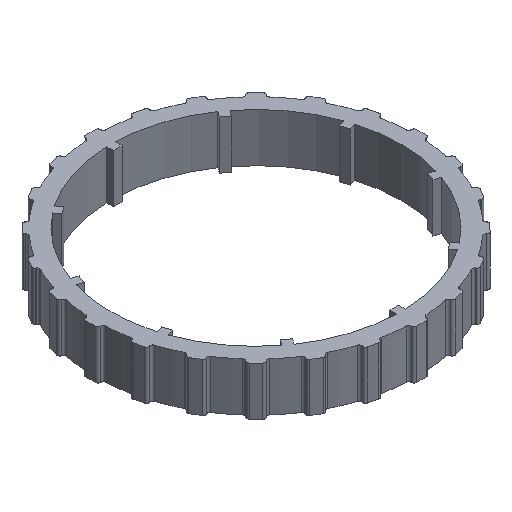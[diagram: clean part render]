
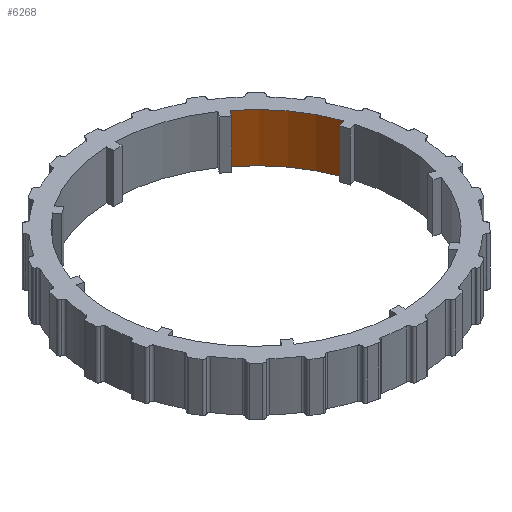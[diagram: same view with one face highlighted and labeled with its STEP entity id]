
A CAD part, isometric view. The second image highlights one B-rep face of the part: STEP entity #6268.
In plain terms, the highlighted cylindrical face has radius 29.8 mm (diameter 59.6 mm), a partial arc.
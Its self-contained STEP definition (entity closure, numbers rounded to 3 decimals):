
#211 = DIRECTION ( 'NONE',  ( 0., 0., -1. ) ) ;
#272 = EDGE_LOOP ( 'NONE', ( #4606, #6591, #3960, #8311 ) ) ;
#385 = LINE ( 'NONE', #5747, #5519 ) ;
#578 = DIRECTION ( 'NONE',  ( 1., 0., 0. ) ) ;
#1010 = CIRCLE ( 'NONE', #2694, 29.8 ) ;
#1142 = DIRECTION ( 'NONE',  ( 0., 0., 1. ) ) ;
#1252 = CARTESIAN_POINT ( 'NONE',  ( 28.05, 10.06, 10. ) ) ;
#1587 = AXIS2_PLACEMENT_3D ( 'NONE', #7953, #1142, #578 ) ;
#1676 = CARTESIAN_POINT ( 'NONE',  ( 28.05, 10.06, 10. ) ) ;
#1808 = DIRECTION ( 'NONE',  ( 0., 0., 1. ) ) ;
#2380 = DIRECTION ( 'NONE',  ( 0., 0., -1. ) ) ;
#2403 = EDGE_CURVE ( 'NONE', #5440, #8224, #3030, .T. ) ;
#2694 = AXIS2_PLACEMENT_3D ( 'NONE', #6412, #8362, #7774 ) ;
#2985 = AXIS2_PLACEMENT_3D ( 'NONE', #6252, #211, #6789 ) ;
#3030 = LINE ( 'NONE', #1676, #7446 ) ;
#3368 = CARTESIAN_POINT ( 'NONE',  ( 28.05, 10.06, 0. ) ) ;
#3383 = FACE_OUTER_BOUND ( 'NONE', #272, .T. ) ;
#3396 = EDGE_CURVE ( 'NONE', #8224, #3997, #1010, .T. ) ;
#3473 = VERTEX_POINT ( 'NONE', #5077 ) ;
#3960 = ORIENTED_EDGE ( 'NONE', *, *, #4014, .F. ) ;
#3997 = VERTEX_POINT ( 'NONE', #7105 ) ;
#4014 = EDGE_CURVE ( 'NONE', #5440, #3473, #5385, .T. ) ;
#4287 = EDGE_CURVE ( 'NONE', #3997, #3473, #385, .T. ) ;
#4606 = ORIENTED_EDGE ( 'NONE', *, *, #3396, .T. ) ;
#5077 = CARTESIAN_POINT ( 'NONE',  ( 18.236, 23.569, 0. ) ) ;
#5385 = CIRCLE ( 'NONE', #1587, 29.8 ) ;
#5440 = VERTEX_POINT ( 'NONE', #3368 ) ;
#5519 = VECTOR ( 'NONE', #2380, 1000. ) ;
#5747 = CARTESIAN_POINT ( 'NONE',  ( 18.236, 23.569, 10. ) ) ;
#6252 = CARTESIAN_POINT ( 'NONE',  ( 0., 0., 10. ) ) ;
#6268 = ADVANCED_FACE ( 'NONE', ( #3383 ), #6747, .F. ) ;
#6412 = CARTESIAN_POINT ( 'NONE',  ( 0., 0., 10. ) ) ;
#6591 = ORIENTED_EDGE ( 'NONE', *, *, #4287, .T. ) ;
#6747 = CYLINDRICAL_SURFACE ( 'NONE', #2985, 29.8 ) ;
#6789 = DIRECTION ( 'NONE',  ( -1., 0., 0. ) ) ;
#7105 = CARTESIAN_POINT ( 'NONE',  ( 18.236, 23.569, 10. ) ) ;
#7446 = VECTOR ( 'NONE', #1808, 1000. ) ;
#7774 = DIRECTION ( 'NONE',  ( 1., 0., 0. ) ) ;
#7953 = CARTESIAN_POINT ( 'NONE',  ( 0., 0., 0. ) ) ;
#8224 = VERTEX_POINT ( 'NONE', #1252 ) ;
#8311 = ORIENTED_EDGE ( 'NONE', *, *, #2403, .T. ) ;
#8362 = DIRECTION ( 'NONE',  ( 0., 0., 1. ) ) ;
